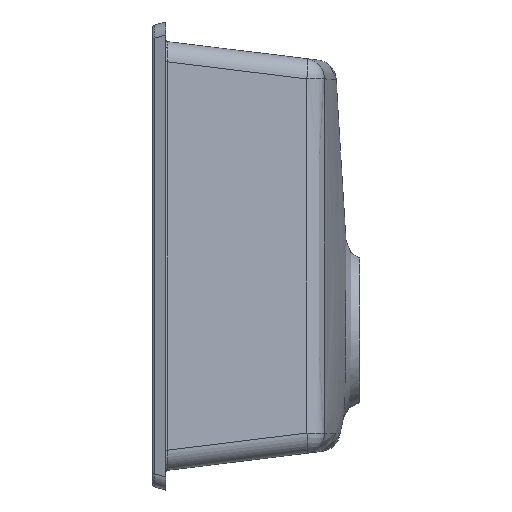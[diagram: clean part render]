
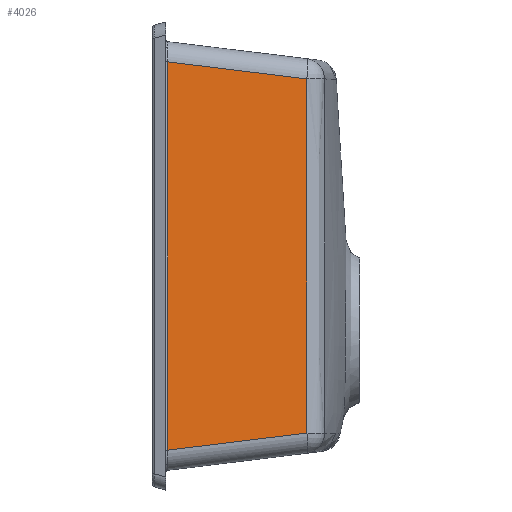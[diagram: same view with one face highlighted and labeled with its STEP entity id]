
A CAD part, left-side view. The second image highlights one B-rep face of the part: STEP entity #4026.
In plain terms, the highlighted planar face has unit normal (-0.993, -0.122, 0).
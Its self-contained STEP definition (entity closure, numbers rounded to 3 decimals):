
#192 = CARTESIAN_POINT ( 'NONE',  ( -210.689, -11.256, 150. ) ) ;
#668 = CARTESIAN_POINT ( 'NONE',  ( -198.043, -114.25, -43.551 ) ) ;
#727 = CARTESIAN_POINT ( 'NONE',  ( -198.074, -113.997, 108.909 ) ) ;
#802 = CARTESIAN_POINT ( 'NONE',  ( -198.059, -114.122, -130.671 ) ) ;
#1044 = EDGE_LOOP ( 'NONE', ( #2649, #5269, #9157, #3028 ) ) ;
#1055 = LINE ( 'NONE', #192, #7366 ) ;
#1235 = VERTEX_POINT ( 'NONE', #3863 ) ;
#1417 = VERTEX_POINT ( 'NONE', #3996 ) ;
#1906 = B_SPLINE_CURVE_WITH_KNOTS ( 'NONE', 3,
 ( #5197, #3711, #668, #7565, #3745, #4506, #727, #6025 ),
 .UNSPECIFIED., .F., .F.,
 ( 4, 2, 2, 4 ),
 ( 0., 0.131, 0.196, 0.261 ),
 .UNSPECIFIED. ) ;
#2322 = CARTESIAN_POINT ( 'NONE',  ( -210.689, -11.256, -143.301 ) ) ;
#2446 = DIRECTION ( 'NONE',  ( 0., 0., -1. ) ) ;
#2505 = EDGE_CURVE ( 'NONE', #8191, #3133, #9505, .T. ) ;
#2601 = EDGE_CURVE ( 'NONE', #3133, #1417, #1906, .T. ) ;
#2649 = ORIENTED_EDGE ( 'NONE', *, *, #9047, .T. ) ;
#2800 = CARTESIAN_POINT ( 'NONE',  ( -207.619, -36.264, -140.23 ) ) ;
#3028 = ORIENTED_EDGE ( 'NONE', *, *, #2601, .T. ) ;
#3133 = VERTEX_POINT ( 'NONE', #802 ) ;
#3711 = CARTESIAN_POINT ( 'NONE',  ( -198.04, -114.275, -87.111 ) ) ;
#3726 = PLANE ( 'NONE',  #9476 ) ;
#3745 = CARTESIAN_POINT ( 'NONE',  ( -198.061, -114.108, 43.569 ) ) ;
#3807 = VECTOR ( 'NONE', #9660, 1000. ) ;
#3863 = CARTESIAN_POINT ( 'NONE',  ( -210.689, -11.256, 143.301 ) ) ;
#3996 = CARTESIAN_POINT ( 'NONE',  ( -198.077, -113.971, 130.689 ) ) ;
#4026 = ADVANCED_FACE ( 'NONE', ( #8359 ), #3726, .T. ) ;
#4191 = DIRECTION ( 'NONE',  ( -0.121, 0.985, 0.121 ) ) ;
#4506 = CARTESIAN_POINT ( 'NONE',  ( -198.07, -114.031, 87.129 ) ) ;
#4556 = VECTOR ( 'NONE', #4191, 1000. ) ;
#4879 = LINE ( 'NONE', #9402, #4556 ) ;
#5197 = CARTESIAN_POINT ( 'NONE',  ( -198.059, -114.122, -130.671 ) ) ;
#5269 = ORIENTED_EDGE ( 'NONE', *, *, #6157, .T. ) ;
#5281 = DIRECTION ( 'NONE',  ( 0.122, -0.993, 0. ) ) ;
#6025 = CARTESIAN_POINT ( 'NONE',  ( -198.077, -113.971, 130.689 ) ) ;
#6157 = EDGE_CURVE ( 'NONE', #1235, #8191, #1055, .T. ) ;
#6796 = DIRECTION ( 'NONE',  ( -0.993, -0.122, 0. ) ) ;
#7366 = VECTOR ( 'NONE', #2446, 1000. ) ;
#7565 = CARTESIAN_POINT ( 'NONE',  ( -198.055, -114.15, 21.789 ) ) ;
#7578 = CARTESIAN_POINT ( 'NONE',  ( -211.929, -1.158, 150. ) ) ;
#8191 = VERTEX_POINT ( 'NONE', #2322 ) ;
#8359 = FACE_OUTER_BOUND ( 'NONE', #1044, .T. ) ;
#9047 = EDGE_CURVE ( 'NONE', #1417, #1235, #4879, .T. ) ;
#9157 = ORIENTED_EDGE ( 'NONE', *, *, #2505, .T. ) ;
#9402 = CARTESIAN_POINT ( 'NONE',  ( -212.009, -0.507, 144.621 ) ) ;
#9476 = AXIS2_PLACEMENT_3D ( 'NONE', #7578, #6796, #5281 ) ;
#9505 = LINE ( 'NONE', #2800, #3807 ) ;
#9660 = DIRECTION ( 'NONE',  ( 0.121, -0.985, 0.121 ) ) ;
